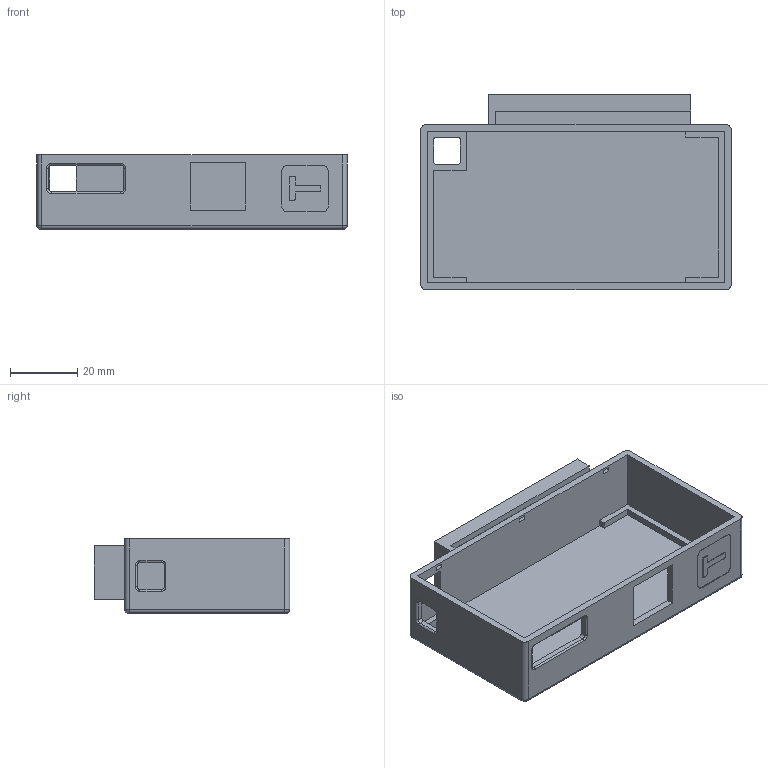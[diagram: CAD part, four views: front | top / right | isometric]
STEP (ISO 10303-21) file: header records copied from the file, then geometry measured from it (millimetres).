
FILE_DESCRIPTION(('FreeCAD Model'),'2;1');
FILE_NAME('Open CASCADE Shape Model','2024-12-06T20:49:41',(''),(''), 'Open CASCADE STEP processor 7.8','FreeCAD','Unknown');
FILE_SCHEMA(('AUTOMOTIVE_DESIGN { 1 0 10303 214 1 1 1 1 }'));
Length unit declared in the file: millimetre
Products named in the file (1): base
Bounding box: 92 x 58 x 22 mm (x, y, z)
Volume: 25559.2 mm3; surface area: 22344.2 mm2
Topology: 1 solids, 1 shells, 178 faces, 446 edges, 284 vertices
Faces by surface type: plane 108, cylinder 50, torus 16, revolution 4
Entity records: 5352 total; most frequent: CARTESIAN_POINT 949, DIRECTION 920, ORIENTED_EDGE 892, EDGE_CURVE 446, LINE 326, VECTOR 326, AXIS2_PLACEMENT_3D 295, VERTEX_POINT 284
